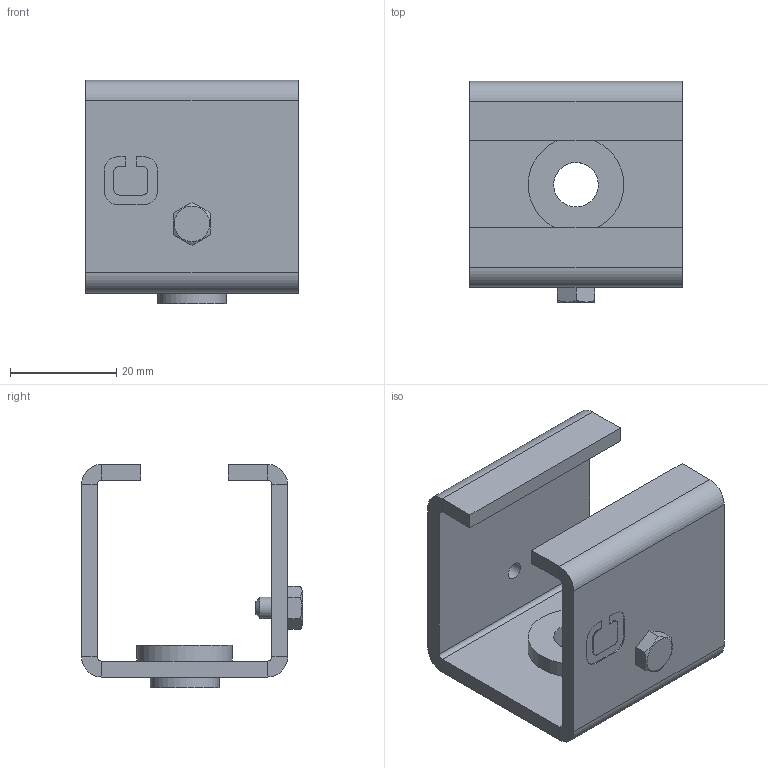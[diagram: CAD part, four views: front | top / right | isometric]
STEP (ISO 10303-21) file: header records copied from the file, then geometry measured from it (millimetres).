
FILE_DESCRIPTION(('STEP AP203'), '1');
FILE_NAME('251.RC30 Äåðæàòåëü RC30 ïîä ðåçüáîâîé ïîäâåñ', '', ('UNSPECIFIED'), ('UNSPECIFIED'), 'ASCON STEP Converter 1.3', 'ASCON Math Kernel', '');
FILE_SCHEMA(('CONFIG_CONTROL_DESIGN'));
Length unit declared in the file: millimetre
Products named in the file (1): 251.RC30
Bounding box: 40 x 41.6 x 42 mm (x, y, z)
Volume: 15607.7 mm3; surface area: 11497.1 mm2
Topology: 1 solids, 1 shells, 79 faces, 178 edges, 107 vertices
Faces by surface type: plane 54, cylinder 22, cone 3
Full cylindrical faces by diameter (mm): 3.242 x1, 4 x1, 8.376 x1, 11 x1, 13 x1, 18 x1
Entity records: 2991 total; most frequent: CARTESIAN_POINT 566, DIRECTION 370, ORIENTED_EDGE 338, EDGE_CURVE 169, AXIS2_PLACEMENT_3D 127, LINE 116, VECTOR 116, VERTEX_POINT 107
